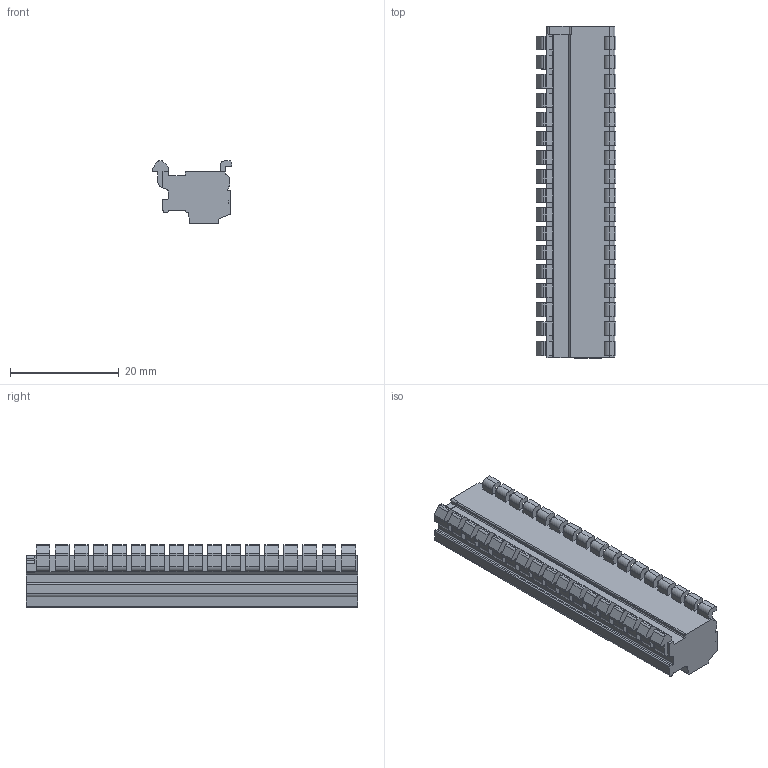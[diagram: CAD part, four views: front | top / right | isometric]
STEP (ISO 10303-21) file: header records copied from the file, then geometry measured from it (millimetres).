
FILE_DESCRIPTION((''),'2;1');
FILE_NAME('0001','2024-10-14T15:39:37',('tluser'),(''),'CREO PARAMETRIC BY PTC INC, 2018100','CREO PARAMETRIC BY PTC INC, 2018100','');
FILE_SCHEMA(('CONFIG_CONTROL_DESIGN'));
Length unit declared in the file: millimetre
Products named in the file (1): 0001
Bounding box: 14.7 x 61 x 11.5 mm (x, y, z)
Volume: 6342.7 mm3; surface area: 3979.9 mm2
Topology: 1 solids, 1 shells, 750 faces, 2076 edges, 1379 vertices
Faces by surface type: plane 509, cylinder 207, cone 34
Entity records: 24402 total; most frequent: CARTESIAN_POINT 4864, ORIENTED_EDGE 4152, DIRECTION 3952, EDGE_CURVE 2076, VECTOR 1558, LINE 1558, VERTEX_POINT 1379, AXIS2_PLACEMENT_3D 1197
